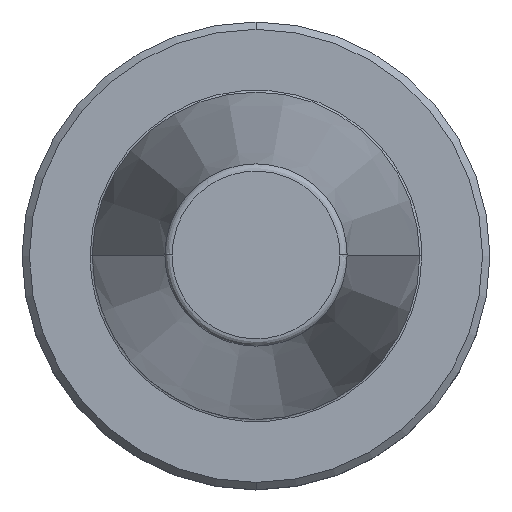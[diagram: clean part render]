
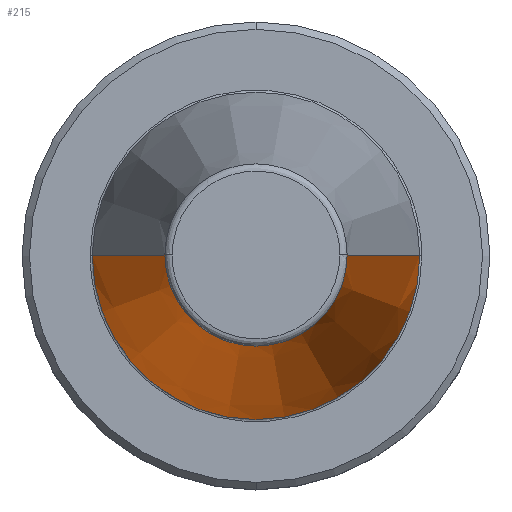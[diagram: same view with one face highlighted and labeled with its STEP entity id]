
A CAD part, top view. The second image highlights one B-rep face of the part: STEP entity #215.
In plain terms, the highlighted conical face has half-angle 8.297 degrees and reference radius 22.225 mm.
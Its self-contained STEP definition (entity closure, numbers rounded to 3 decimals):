
#43 = AXIS2_PLACEMENT_3D ( 'NONE', #1834, #343, #1886 ) ;
#53 = DIRECTION ( 'NONE',  ( -0.144, 0., -0.99 ) ) ;
#157 = CIRCLE ( 'NONE', #527, 12.375 ) ;
#193 = DIRECTION ( 'NONE',  ( -1., 0., 0. ) ) ;
#199 = DIRECTION ( 'NONE',  ( 0., 0., -1. ) ) ;
#208 = CARTESIAN_POINT ( 'NONE',  ( 0., 0., 67.544 ) ) ;
#215 = ADVANCED_FACE ( 'NONE', ( #1374 ), #1351, .T. ) ;
#259 = EDGE_CURVE ( 'NONE', #1120, #1653, #898, .T. ) ;
#316 = VERTEX_POINT ( 'NONE', #2127 ) ;
#335 = DIRECTION ( 'NONE',  ( 0., 0., -1. ) ) ;
#343 = DIRECTION ( 'NONE',  ( 0., 0., 1. ) ) ;
#345 = EDGE_LOOP ( 'NONE', ( #1725, #1244, #1696, #667 ) ) ;
#527 = AXIS2_PLACEMENT_3D ( 'NONE', #208, #199, #193 ) ;
#667 = ORIENTED_EDGE ( 'NONE', *, *, #259, .T. ) ;
#736 = EDGE_CURVE ( 'NONE', #316, #1120, #1159, .T. ) ;
#754 = VERTEX_POINT ( 'NONE', #1493 ) ;
#898 = CIRCLE ( 'NONE', #43, 22.225 ) ;
#900 = LINE ( 'NONE', #1789, #2186 ) ;
#1119 = AXIS2_PLACEMENT_3D ( 'NONE', #1422, #335, #1425 ) ;
#1120 = VERTEX_POINT ( 'NONE', #1739 ) ;
#1138 = CARTESIAN_POINT ( 'NONE',  ( 22.225, 0., 0. ) ) ;
#1153 = VECTOR ( 'NONE', #53, 1000. ) ;
#1159 = LINE ( 'NONE', #1252, #1153 ) ;
#1244 = ORIENTED_EDGE ( 'NONE', *, *, #2175, .T. ) ;
#1252 = CARTESIAN_POINT ( 'NONE',  ( -22.225, 0., 0. ) ) ;
#1351 = CONICAL_SURFACE ( 'NONE', #1119, 22.225, 0.145 ) ;
#1374 = FACE_OUTER_BOUND ( 'NONE', #345, .T. ) ;
#1422 = CARTESIAN_POINT ( 'NONE',  ( 0., 0., 0. ) ) ;
#1425 = DIRECTION ( 'NONE',  ( -1., 0., 0. ) ) ;
#1493 = CARTESIAN_POINT ( 'NONE',  ( 12.375, 0., 67.544 ) ) ;
#1653 = VERTEX_POINT ( 'NONE', #1138 ) ;
#1696 = ORIENTED_EDGE ( 'NONE', *, *, #736, .T. ) ;
#1725 = ORIENTED_EDGE ( 'NONE', *, *, #1900, .F. ) ;
#1739 = CARTESIAN_POINT ( 'NONE',  ( -22.225, 0., 0. ) ) ;
#1789 = CARTESIAN_POINT ( 'NONE',  ( 22.225, 0., 0. ) ) ;
#1800 = DIRECTION ( 'NONE',  ( 0.144, 0., -0.99 ) ) ;
#1834 = CARTESIAN_POINT ( 'NONE',  ( 0., 0., 0. ) ) ;
#1886 = DIRECTION ( 'NONE',  ( -1., 0., 0. ) ) ;
#1900 = EDGE_CURVE ( 'NONE', #754, #1653, #900, .T. ) ;
#2127 = CARTESIAN_POINT ( 'NONE',  ( -12.375, 0., 67.544 ) ) ;
#2175 = EDGE_CURVE ( 'NONE', #754, #316, #157, .T. ) ;
#2186 = VECTOR ( 'NONE', #1800, 1000. ) ;
